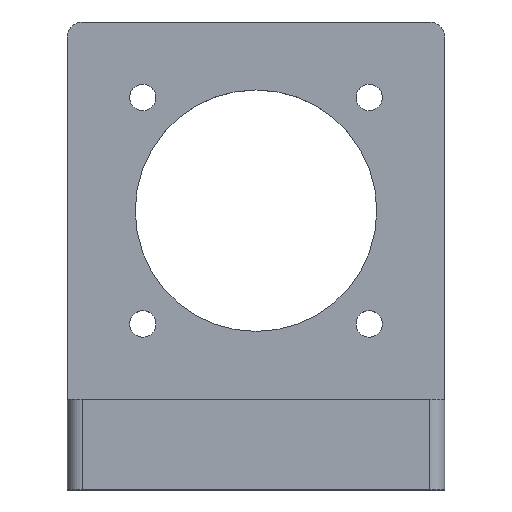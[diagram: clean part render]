
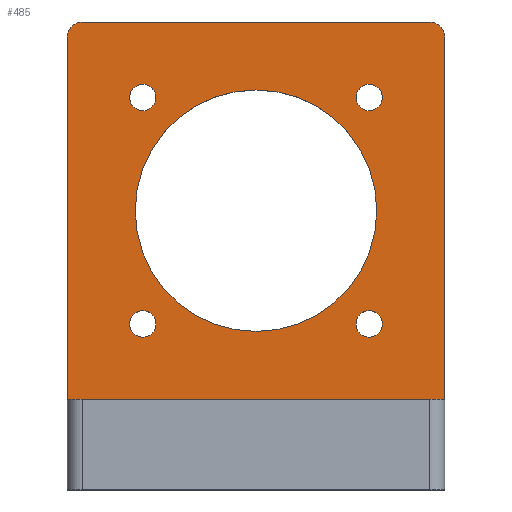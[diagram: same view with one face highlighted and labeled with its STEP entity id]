
A CAD part, top view. The second image highlights one B-rep face of the part: STEP entity #485.
In plain terms, the highlighted planar face has unit normal (0, 0, 1).
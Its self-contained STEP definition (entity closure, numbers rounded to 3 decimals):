
#26=FACE_BOUND('',#98,.T.);
#27=FACE_BOUND('',#99,.T.);
#28=FACE_BOUND('',#100,.T.);
#29=FACE_BOUND('',#101,.T.);
#30=FACE_BOUND('',#102,.T.);
#40=PLANE('',#564);
#63=FACE_OUTER_BOUND('',#97,.T.);
#97=EDGE_LOOP('',(#439,#440,#441,#442,#443,#444));
#98=EDGE_LOOP('',(#445));
#99=EDGE_LOOP('',(#446));
#100=EDGE_LOOP('',(#447));
#101=EDGE_LOOP('',(#448));
#102=EDGE_LOOP('',(#449));
#117=LINE('',#790,#148);
#123=LINE('',#824,#154);
#127=LINE('',#831,#158);
#133=LINE('',#853,#164);
#148=VECTOR('',#641,10.);
#154=VECTOR('',#675,10.);
#158=VECTOR('',#685,10.);
#164=VECTOR('',#713,10.);
#183=CIRCLE('',#533,2.);
#195=CIRCLE('',#548,2.);
#196=CIRCLE('',#554,1.75);
#197=CIRCLE('',#556,1.75);
#198=CIRCLE('',#558,1.75);
#199=CIRCLE('',#560,1.75);
#200=CIRCLE('',#562,16.);
#225=VERTEX_POINT('',#779);
#226=VERTEX_POINT('',#780);
#229=VERTEX_POINT('',#788);
#241=VERTEX_POINT('',#817);
#242=VERTEX_POINT('',#818);
#243=VERTEX_POINT('',#823);
#244=VERTEX_POINT('',#833);
#245=VERTEX_POINT('',#837);
#246=VERTEX_POINT('',#841);
#247=VERTEX_POINT('',#845);
#248=VERTEX_POINT('',#849);
#278=EDGE_CURVE('',#225,#226,#183,.T.);
#283=EDGE_CURVE('',#225,#229,#117,.T.);
#297=EDGE_CURVE('',#241,#242,#195,.T.);
#300=EDGE_CURVE('',#243,#242,#123,.T.);
#304=EDGE_CURVE('',#229,#243,#127,.T.);
#306=EDGE_CURVE('',#244,#244,#196,.T.);
#308=EDGE_CURVE('',#245,#245,#197,.T.);
#310=EDGE_CURVE('',#246,#246,#198,.T.);
#312=EDGE_CURVE('',#247,#247,#199,.T.);
#314=EDGE_CURVE('',#248,#248,#200,.T.);
#315=EDGE_CURVE('',#241,#226,#133,.T.);
#439=ORIENTED_EDGE('',*,*,#278,.F.);
#440=ORIENTED_EDGE('',*,*,#283,.T.);
#441=ORIENTED_EDGE('',*,*,#304,.T.);
#442=ORIENTED_EDGE('',*,*,#300,.T.);
#443=ORIENTED_EDGE('',*,*,#297,.F.);
#444=ORIENTED_EDGE('',*,*,#315,.T.);
#445=ORIENTED_EDGE('',*,*,#306,.T.);
#446=ORIENTED_EDGE('',*,*,#308,.T.);
#447=ORIENTED_EDGE('',*,*,#310,.T.);
#448=ORIENTED_EDGE('',*,*,#312,.T.);
#449=ORIENTED_EDGE('',*,*,#314,.T.);
#485=ADVANCED_FACE('',(#63,#26,#27,#28,#29,#30),#40,.T.);
#533=AXIS2_PLACEMENT_3D('',#781,#632,#633);
#548=AXIS2_PLACEMENT_3D('',#819,#669,#670);
#554=AXIS2_PLACEMENT_3D('',#835,#689,#690);
#556=AXIS2_PLACEMENT_3D('',#839,#694,#695);
#558=AXIS2_PLACEMENT_3D('',#843,#699,#700);
#560=AXIS2_PLACEMENT_3D('',#847,#704,#705);
#562=AXIS2_PLACEMENT_3D('',#851,#709,#710);
#564=AXIS2_PLACEMENT_3D('',#854,#714,#715);
#632=DIRECTION('center_axis',(0.,0.,-1.));
#633=DIRECTION('ref_axis',(-0.707,0.707,0.));
#641=DIRECTION('',(0.,-1.,0.));
#669=DIRECTION('center_axis',(0.,0.,-1.));
#670=DIRECTION('ref_axis',(0.707,0.707,0.));
#675=DIRECTION('',(0.,1.,0.));
#685=DIRECTION('',(1.,0.,0.));
#689=DIRECTION('center_axis',(0.,0.,-1.));
#690=DIRECTION('ref_axis',(1.,0.,0.));
#694=DIRECTION('center_axis',(0.,0.,-1.));
#695=DIRECTION('ref_axis',(1.,0.,0.));
#699=DIRECTION('center_axis',(0.,0.,-1.));
#700=DIRECTION('ref_axis',(1.,0.,0.));
#704=DIRECTION('center_axis',(0.,0.,-1.));
#705=DIRECTION('ref_axis',(1.,0.,0.));
#709=DIRECTION('center_axis',(0.,0.,-1.));
#710=DIRECTION('ref_axis',(-1.,0.,0.));
#713=DIRECTION('',(-1.,0.,0.));
#714=DIRECTION('center_axis',(0.,0.,1.));
#715=DIRECTION('ref_axis',(1.,0.,0.));
#779=CARTESIAN_POINT('',(-25.,23.,5.));
#780=CARTESIAN_POINT('',(-23.,25.,5.));
#781=CARTESIAN_POINT('Origin',(-23.,23.,5.));
#788=CARTESIAN_POINT('',(-25.,-25.,5.));
#790=CARTESIAN_POINT('',(-25.,-25.,5.));
#817=CARTESIAN_POINT('',(23.,25.,5.));
#818=CARTESIAN_POINT('',(25.,23.,5.));
#819=CARTESIAN_POINT('Origin',(23.,23.,5.));
#823=CARTESIAN_POINT('',(25.,-25.,5.));
#824=CARTESIAN_POINT('',(25.,25.,5.));
#831=CARTESIAN_POINT('',(25.,-25.,5.));
#833=CARTESIAN_POINT('',(-16.75,-15.,5.));
#835=CARTESIAN_POINT('Origin',(-15.,-15.,5.));
#837=CARTESIAN_POINT('',(-16.75,15.,5.));
#839=CARTESIAN_POINT('Origin',(-15.,15.,5.));
#841=CARTESIAN_POINT('',(13.25,15.,5.));
#843=CARTESIAN_POINT('Origin',(15.,15.,5.));
#845=CARTESIAN_POINT('',(13.25,-15.,5.));
#847=CARTESIAN_POINT('Origin',(15.,-15.,5.));
#849=CARTESIAN_POINT('',(16.,0.,5.));
#851=CARTESIAN_POINT('Origin',(0.,0.,5.));
#853=CARTESIAN_POINT('',(-25.,25.,5.));
#854=CARTESIAN_POINT('Origin',(0.,0.,5.));
